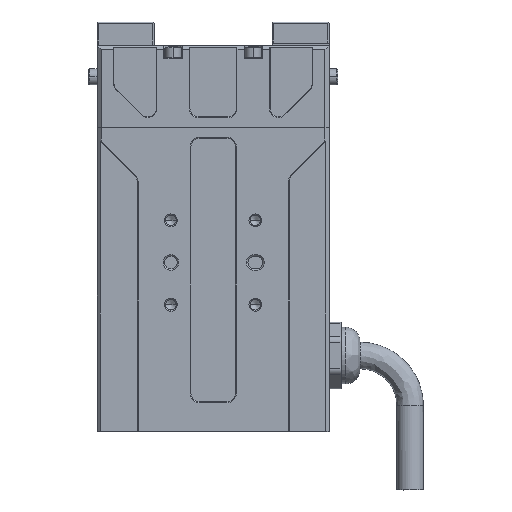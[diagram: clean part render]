
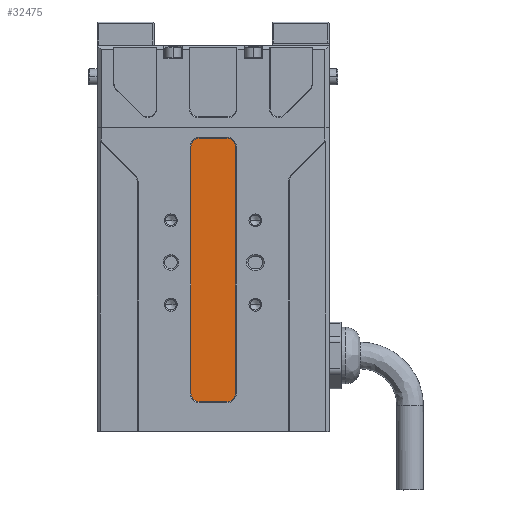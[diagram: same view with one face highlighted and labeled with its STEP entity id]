
A CAD part, top view. The second image highlights one B-rep face of the part: STEP entity #32475.
In plain terms, the highlighted planar face has unit normal (0, 0, 1).
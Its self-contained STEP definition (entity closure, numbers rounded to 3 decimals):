
#263 = ORIENTED_EDGE ( 'NONE', *, *, #11384, .T. ) ;
#443 = CIRCLE ( 'NONE', #32054, 2. ) ;
#508 = FACE_OUTER_BOUND ( 'NONE', #5707, .T. ) ;
#671 = CARTESIAN_POINT ( 'NONE',  ( 3.25, -5.3, 14.3 ) ) ;
#798 = VERTEX_POINT ( 'NONE', #38489 ) ;
#1008 = ORIENTED_EDGE ( 'NONE', *, *, #14975, .T. ) ;
#1214 = CARTESIAN_POINT ( 'NONE',  ( 0., -74.8, 14.3 ) ) ;
#1267 = CARTESIAN_POINT ( 'NONE',  ( -3.25, -5.3, 14.3 ) ) ;
#2400 = CARTESIAN_POINT ( 'NONE',  ( 5.25, -5.3, 14.3 ) ) ;
#3075 = VERTEX_POINT ( 'NONE', #29985 ) ;
#3320 = LINE ( 'NONE', #36014, #20982 ) ;
#5130 = VERTEX_POINT ( 'NONE', #671 ) ;
#5601 = DIRECTION ( 'NONE',  ( 1., 0., 0. ) ) ;
#5707 = EDGE_LOOP ( 'NONE', ( #263, #23655, #6770, #1008, #16067, #41119, #8513, #18217 ) ) ;
#6212 = DIRECTION ( 'NONE',  ( -1., 0., 0. ) ) ;
#6392 = CARTESIAN_POINT ( 'NONE',  ( -5.25, -5.3, 14.3 ) ) ;
#6770 = ORIENTED_EDGE ( 'NONE', *, *, #22912, .T. ) ;
#7226 = CARTESIAN_POINT ( 'NONE',  ( 3.25, -7.3, 14.3 ) ) ;
#7633 = CIRCLE ( 'NONE', #31673, 2. ) ;
#8513 = ORIENTED_EDGE ( 'NONE', *, *, #37405, .T. ) ;
#9528 = CARTESIAN_POINT ( 'NONE',  ( 5.25, -5.3, 14.3 ) ) ;
#10064 = CIRCLE ( 'NONE', #40056, 2. ) ;
#11384 = EDGE_CURVE ( 'NONE', #3075, #798, #17484, .T. ) ;
#14040 = EDGE_CURVE ( 'NONE', #45352, #3075, #3320, .T. ) ;
#14524 = DIRECTION ( 'NONE',  ( 0., 0., 1. ) ) ;
#14975 = EDGE_CURVE ( 'NONE', #5130, #29228, #20103, .T. ) ;
#15114 = CARTESIAN_POINT ( 'NONE',  ( 3.25, -65.8, 14.3 ) ) ;
#16067 = ORIENTED_EDGE ( 'NONE', *, *, #33174, .T. ) ;
#17484 = CIRCLE ( 'NONE', #43746, 2. ) ;
#18217 = ORIENTED_EDGE ( 'NONE', *, *, #14040, .T. ) ;
#18451 = AXIS2_PLACEMENT_3D ( 'NONE', #1214, #29254, #22401 ) ;
#19601 = EDGE_CURVE ( 'NONE', #36389, #20113, #38629, .T. ) ;
#20103 = LINE ( 'NONE', #9528, #21357 ) ;
#20113 = VERTEX_POINT ( 'NONE', #28125 ) ;
#20982 = VECTOR ( 'NONE', #43305, 1000. ) ;
#21357 = VECTOR ( 'NONE', #6212, 1000. ) ;
#22401 = DIRECTION ( 'NONE',  ( -1., 0., 0. ) ) ;
#22912 = EDGE_CURVE ( 'NONE', #37412, #5130, #7633, .T. ) ;
#23655 = ORIENTED_EDGE ( 'NONE', *, *, #35065, .T. ) ;
#25946 = DIRECTION ( 'NONE',  ( 0., 0., 1. ) ) ;
#28125 = CARTESIAN_POINT ( 'NONE',  ( -5.25, -65.8, 14.3 ) ) ;
#29228 = VERTEX_POINT ( 'NONE', #1267 ) ;
#29254 = DIRECTION ( 'NONE',  ( 0., 0., -1. ) ) ;
#29678 = DIRECTION ( 'NONE',  ( 0., -1., 0. ) ) ;
#29731 = CARTESIAN_POINT ( 'NONE',  ( -3.25, -67.8, 14.3 ) ) ;
#29938 = DIRECTION ( 'NONE',  ( 1., 0., 0. ) ) ;
#29985 = CARTESIAN_POINT ( 'NONE',  ( 3.25, -67.8, 14.3 ) ) ;
#30104 = VECTOR ( 'NONE', #34635, 1000. ) ;
#30386 = CARTESIAN_POINT ( 'NONE',  ( -5.25, -7.3, 14.3 ) ) ;
#31129 = LINE ( 'NONE', #2400, #30104 ) ;
#31673 = AXIS2_PLACEMENT_3D ( 'NONE', #7226, #14524, #40530 ) ;
#32054 = AXIS2_PLACEMENT_3D ( 'NONE', #46478, #39438, #35888 ) ;
#32475 = ADVANCED_FACE ( 'NONE', ( #508 ), #43351, .F. ) ;
#33174 = EDGE_CURVE ( 'NONE', #29228, #36389, #443, .T. ) ;
#34635 = DIRECTION ( 'NONE',  ( 0., 1., 0. ) ) ;
#35065 = EDGE_CURVE ( 'NONE', #798, #37412, #31129, .T. ) ;
#35888 = DIRECTION ( 'NONE',  ( 1., 0., 0. ) ) ;
#36014 = CARTESIAN_POINT ( 'NONE',  ( 5.25, -67.8, 14.3 ) ) ;
#36389 = VERTEX_POINT ( 'NONE', #30386 ) ;
#37405 = EDGE_CURVE ( 'NONE', #20113, #45352, #10064, .T. ) ;
#37412 = VERTEX_POINT ( 'NONE', #41833 ) ;
#37841 = DIRECTION ( 'NONE',  ( 0., 0., 1. ) ) ;
#38489 = CARTESIAN_POINT ( 'NONE',  ( 5.25, -65.8, 14.3 ) ) ;
#38629 = LINE ( 'NONE', #6392, #44989 ) ;
#39438 = DIRECTION ( 'NONE',  ( 0., 0., 1. ) ) ;
#40056 = AXIS2_PLACEMENT_3D ( 'NONE', #45371, #37841, #5601 ) ;
#40530 = DIRECTION ( 'NONE',  ( 1., 0., 0. ) ) ;
#41119 = ORIENTED_EDGE ( 'NONE', *, *, #19601, .T. ) ;
#41833 = CARTESIAN_POINT ( 'NONE',  ( 5.25, -7.3, 14.3 ) ) ;
#43305 = DIRECTION ( 'NONE',  ( 1., 0., 0. ) ) ;
#43351 = PLANE ( 'NONE',  #18451 ) ;
#43746 = AXIS2_PLACEMENT_3D ( 'NONE', #15114, #25946, #29938 ) ;
#44989 = VECTOR ( 'NONE', #29678, 1000. ) ;
#45352 = VERTEX_POINT ( 'NONE', #29731 ) ;
#45371 = CARTESIAN_POINT ( 'NONE',  ( -3.25, -65.8, 14.3 ) ) ;
#46478 = CARTESIAN_POINT ( 'NONE',  ( -3.25, -7.3, 14.3 ) ) ;
